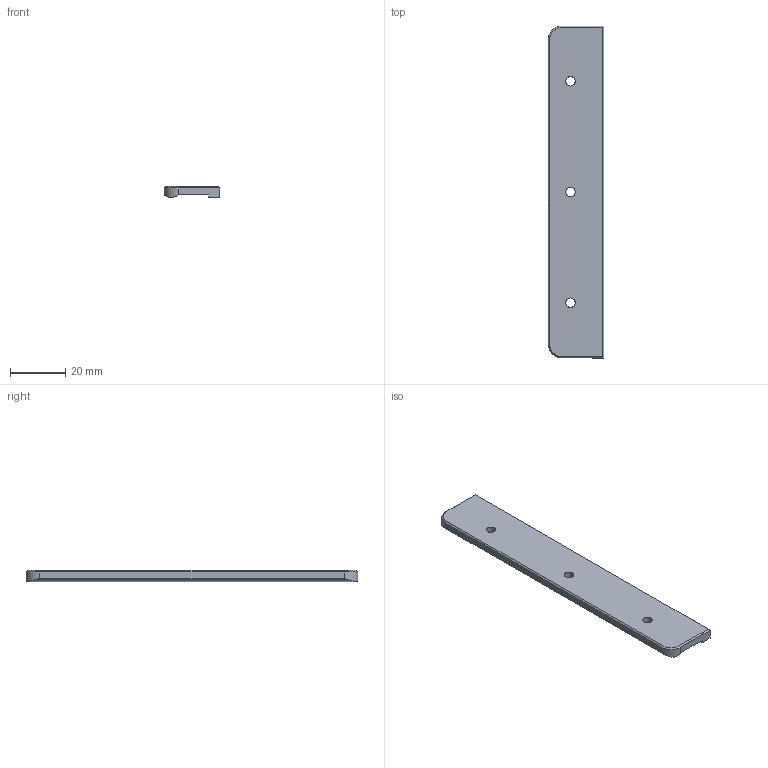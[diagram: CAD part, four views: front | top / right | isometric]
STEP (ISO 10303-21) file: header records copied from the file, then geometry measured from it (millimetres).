
FILE_DESCRIPTION(/* description */ (''),/* implementation_level */ '2;1');
FILE_NAME(/* name */ 'Right holding came.step',/* time_stamp */ '2020-06-17T17:44:19-04:00',/* author */ (''),/* organization */ (''),/* preprocessor_version */ 'ST-DEVELOPER v18.1',/* originating_system */ 'Autodesk Translation Framework v9.3.0.1241',/* authorisation */ '');
FILE_SCHEMA (('AUTOMOTIVE_DESIGN { 1 0 10303 214 3 1 1 }'));
Length unit declared in the file: millimetre
Products named in the file (1): CAM (1)
Bounding box: 20 x 120 x 4 mm (x, y, z)
Volume: 7938.1 mm3; surface area: 5883.6 mm2
Topology: 1 solids, 1 shells, 20 faces, 46 edges, 28 vertices
Faces by surface type: plane 12, cylinder 6, cone 2
Full cylindrical faces by diameter (mm): 3.4 x3
Entity records: 638 total; most frequent: CARTESIAN_POINT 129, DIRECTION 96, ORIENTED_EDGE 92, EDGE_CURVE 46, LINE 34, VECTOR 34, AXIS2_PLACEMENT_3D 31, VERTEX_POINT 28
